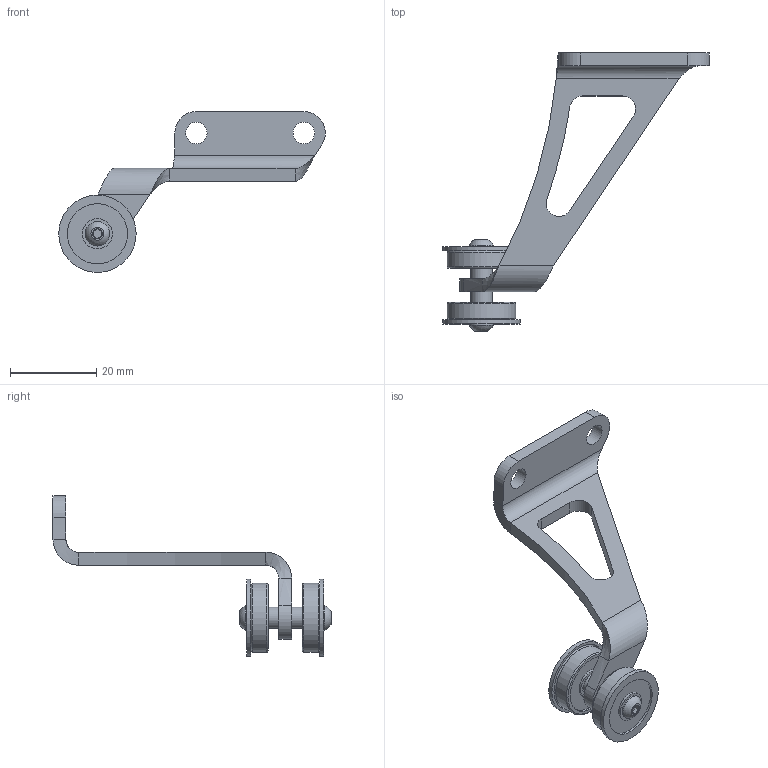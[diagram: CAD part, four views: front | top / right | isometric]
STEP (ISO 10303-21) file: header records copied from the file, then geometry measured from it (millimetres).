
FILE_DESCRIPTION(/* description */ (''),/* implementation_level */ '2;1');
FILE_NAME(/* name */ '转台用保险杠架 v3.step',/* time_stamp */ '2022-06-29T16:38:18+08:00',/* author */ (''),/* organization */ (''),/* preprocessor_version */ 'ST-DEVELOPER v19',/* originating_system */ 'Autodesk Translation Framework v11.7.0.108',/* authorisation */ '');
FILE_SCHEMA (('AUTOMOTIVE_DESIGN { 1 0 10303 214 3 1 1 }'));
Length unit declared in the file: millimetre
Products named in the file (4): 钣金保险杠架bmir; m3d5_16; M3x6 BHCS; C-SEFL625ZZ
Assembly tree (5 placements, depth 2):
  钣金保险杠架bmir
    m3d5_16
    M3x6 BHCS  x2
    C-SEFL625ZZ  x2
Bounding box: 61.99 x 64.65 x 37.43 mm (x, y, z)
Volume: 5828.5 mm3; surface area: 6038.2 mm2
Topology: 6 solids, 6 shells, 113 faces, 214 edges, 129 vertices
Faces by surface type: plane 48, cylinder 37, cone 14, torus 8, bspline 4, sphere 2
Full cylindrical faces by diameter (mm): 2.529 x1, 3 x2, 5 x6, 5.7 x2, 7 x4, 14 x4, 16 x2, 18 x2
Entity records: 2252 total; most frequent: CARTESIAN_POINT 505, DIRECTION 362, ORIENTED_EDGE 304, EDGE_CURVE 152, AXIS2_PLACEMENT_3D 144, EDGE_LOOP 95, VERTEX_POINT 93, FACE_OUTER_BOUND 75
